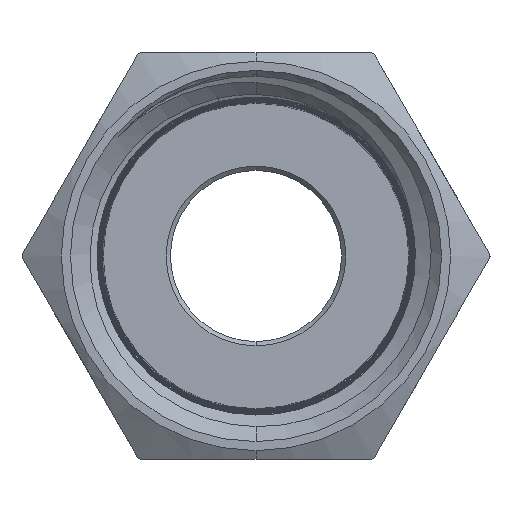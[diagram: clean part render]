
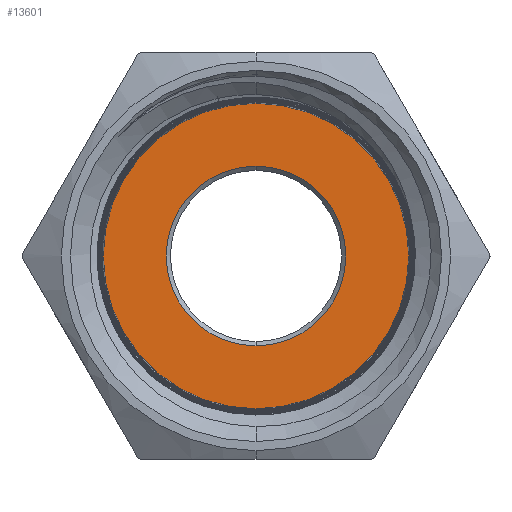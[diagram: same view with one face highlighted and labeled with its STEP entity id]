
A CAD part, front view. The second image highlights one B-rep face of the part: STEP entity #13601.
In plain terms, the highlighted planar face has unit normal (0, -1, 0).
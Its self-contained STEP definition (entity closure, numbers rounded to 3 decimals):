
#199 = DIRECTION ( 'NONE',  ( 0., 0., -1. ) ) ;
#201 = VERTEX_POINT ( 'NONE', #13362 ) ;
#213 = ORIENTED_EDGE ( 'NONE', *, *, #19935, .T. ) ;
#496 = CIRCLE ( 'NONE', #6526, 7.141 ) ;
#522 = VERTEX_POINT ( 'NONE', #4436 ) ;
#1887 = ORIENTED_EDGE ( 'NONE', *, *, #5811, .T. ) ;
#2795 = CARTESIAN_POINT ( 'NONE',  ( 0., -8., 0. ) ) ;
#4030 = CARTESIAN_POINT ( 'NONE',  ( 0., -8., 0. ) ) ;
#4342 = DIRECTION ( 'NONE',  ( 0., 0., -1. ) ) ;
#4436 = CARTESIAN_POINT ( 'NONE',  ( 0., -8., -7.141 ) ) ;
#4754 = FACE_OUTER_BOUND ( 'NONE', #14623, .T. ) ;
#4775 = AXIS2_PLACEMENT_3D ( 'NONE', #4997, #15865, #6543 ) ;
#4997 = CARTESIAN_POINT ( 'NONE',  ( 0., -8., 0. ) ) ;
#5553 = DIRECTION ( 'NONE',  ( 0., 0., -1. ) ) ;
#5714 = FACE_BOUND ( 'NONE', #19205, .T. ) ;
#5811 = EDGE_CURVE ( 'NONE', #10244, #13620, #14482, .T. ) ;
#6382 = AXIS2_PLACEMENT_3D ( 'NONE', #9454, #17257, #7966 ) ;
#6526 = AXIS2_PLACEMENT_3D ( 'NONE', #18834, #9531, #199 ) ;
#6543 = DIRECTION ( 'NONE',  ( 0., 0., -1. ) ) ;
#6544 = ORIENTED_EDGE ( 'NONE', *, *, #18399, .T. ) ;
#6897 = EDGE_CURVE ( 'NONE', #13620, #10244, #8360, .T. ) ;
#7864 = CARTESIAN_POINT ( 'NONE',  ( 0., -8., -4.2 ) ) ;
#7966 = DIRECTION ( 'NONE',  ( 0., 0., -1. ) ) ;
#8042 = CARTESIAN_POINT ( 'NONE',  ( 0., -8., 4.2 ) ) ;
#8360 = CIRCLE ( 'NONE', #12996, 4.2 ) ;
#9454 = CARTESIAN_POINT ( 'NONE',  ( 0., -8., 0. ) ) ;
#9531 = DIRECTION ( 'NONE',  ( 0., -1., 0. ) ) ;
#10244 = VERTEX_POINT ( 'NONE', #8042 ) ;
#11170 = ORIENTED_EDGE ( 'NONE', *, *, #6897, .T. ) ;
#12714 = CIRCLE ( 'NONE', #18885, 7.141 ) ;
#12996 = AXIS2_PLACEMENT_3D ( 'NONE', #2795, #13628, #4342 ) ;
#13362 = CARTESIAN_POINT ( 'NONE',  ( 0., -8., 7.141 ) ) ;
#13601 = ADVANCED_FACE ( 'NONE', ( #5714, #4754 ), #15727, .T. ) ;
#13620 = VERTEX_POINT ( 'NONE', #7864 ) ;
#13628 = DIRECTION ( 'NONE',  ( 0., 1., 0. ) ) ;
#14482 = CIRCLE ( 'NONE', #4775, 4.2 ) ;
#14623 = EDGE_LOOP ( 'NONE', ( #213, #6544 ) ) ;
#14884 = DIRECTION ( 'NONE',  ( 0., -1., 0. ) ) ;
#15727 = PLANE ( 'NONE',  #6382 ) ;
#15865 = DIRECTION ( 'NONE',  ( 0., 1., 0. ) ) ;
#17257 = DIRECTION ( 'NONE',  ( 0., -1., 0. ) ) ;
#18399 = EDGE_CURVE ( 'NONE', #201, #522, #12714, .T. ) ;
#18834 = CARTESIAN_POINT ( 'NONE',  ( 0., -8., 0. ) ) ;
#18885 = AXIS2_PLACEMENT_3D ( 'NONE', #4030, #14884, #5553 ) ;
#19205 = EDGE_LOOP ( 'NONE', ( #11170, #1887 ) ) ;
#19935 = EDGE_CURVE ( 'NONE', #522, #201, #496, .T. ) ;
